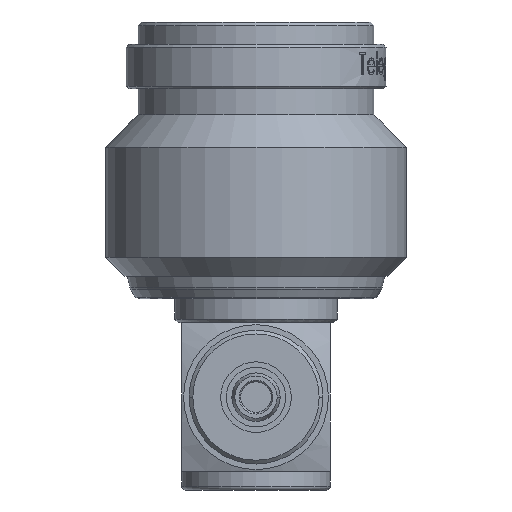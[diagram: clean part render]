
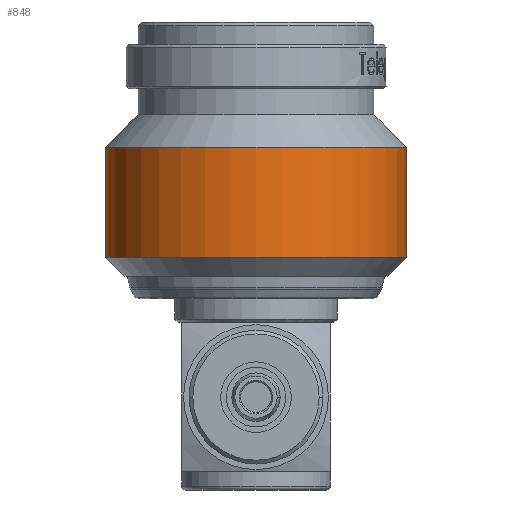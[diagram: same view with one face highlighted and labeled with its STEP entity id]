
A CAD part, front view. The second image highlights one B-rep face of the part: STEP entity #848.
In plain terms, the highlighted cylindrical face has radius 8.1 mm (diameter 16.2 mm), a partial arc.
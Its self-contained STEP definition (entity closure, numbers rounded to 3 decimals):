
#755 = CARTESIAN_POINT ( 'NONE',  ( 8.1, 0., 1.3 ) ) ;
#848 = ADVANCED_FACE ( 'NONE', ( #6732 ), #8800, .T. ) ;
#905 = DIRECTION ( 'NONE',  ( 1., 0., 0. ) ) ;
#1006 = CARTESIAN_POINT ( 'NONE',  ( -8.1, 0., -5.45 ) ) ;
#1300 = LINE ( 'NONE', #1409, #4801 ) ;
#1409 = CARTESIAN_POINT ( 'NONE',  ( -8.1, 0., 1.3 ) ) ;
#2207 = ORIENTED_EDGE ( 'NONE', *, *, #16570, .F. ) ;
#4801 = VECTOR ( 'NONE', #16124, 1000. ) ;
#5281 = DIRECTION ( 'NONE',  ( 0., 0., 1. ) ) ;
#5366 = AXIS2_PLACEMENT_3D ( 'NONE', #6800, #13696, #905 ) ;
#6373 = AXIS2_PLACEMENT_3D ( 'NONE', #14070, #5281, #15533 ) ;
#6732 = FACE_OUTER_BOUND ( 'NONE', #17787, .T. ) ;
#6800 = CARTESIAN_POINT ( 'NONE',  ( 0., 0., 1.3 ) ) ;
#8282 = AXIS2_PLACEMENT_3D ( 'NONE', #8522, #18783, #9982 ) ;
#8522 = CARTESIAN_POINT ( 'NONE',  ( 0., 0., -11.375 ) ) ;
#8800 = CYLINDRICAL_SURFACE ( 'NONE', #5366, 8.1 ) ;
#8976 = VECTOR ( 'NONE', #11024, 1000. ) ;
#9041 = CARTESIAN_POINT ( 'NONE',  ( 8.1, 0., -5.45 ) ) ;
#9654 = VERTEX_POINT ( 'NONE', #9041 ) ;
#9982 = DIRECTION ( 'NONE',  ( 1., 0., 0. ) ) ;
#10047 = EDGE_CURVE ( 'NONE', #18467, #9654, #16790, .T. ) ;
#10146 = ORIENTED_EDGE ( 'NONE', *, *, #10047, .T. ) ;
#10192 = ORIENTED_EDGE ( 'NONE', *, *, #12191, .T. ) ;
#10249 = VERTEX_POINT ( 'NONE', #1006 ) ;
#11024 = DIRECTION ( 'NONE',  ( 0., 0., 1. ) ) ;
#11519 = EDGE_CURVE ( 'NONE', #16854, #10249, #1300, .T. ) ;
#12036 = CARTESIAN_POINT ( 'NONE',  ( -8.1, 0., -11.375 ) ) ;
#12071 = CIRCLE ( 'NONE', #8282, 8.1 ) ;
#12191 = EDGE_CURVE ( 'NONE', #16854, #18467, #12071, .T. ) ;
#13696 = DIRECTION ( 'NONE',  ( 0., 0., 1. ) ) ;
#14070 = CARTESIAN_POINT ( 'NONE',  ( 0., 0., -5.45 ) ) ;
#15533 = DIRECTION ( 'NONE',  ( 1., 0., 0. ) ) ;
#16124 = DIRECTION ( 'NONE',  ( 0., 0., 1. ) ) ;
#16570 = EDGE_CURVE ( 'NONE', #10249, #9654, #17177, .T. ) ;
#16790 = LINE ( 'NONE', #755, #8976 ) ;
#16854 = VERTEX_POINT ( 'NONE', #12036 ) ;
#17177 = CIRCLE ( 'NONE', #6373, 8.1 ) ;
#17787 = EDGE_LOOP ( 'NONE', ( #17799, #10192, #10146, #2207 ) ) ;
#17799 = ORIENTED_EDGE ( 'NONE', *, *, #11519, .F. ) ;
#18156 = CARTESIAN_POINT ( 'NONE',  ( 8.1, 0., -11.375 ) ) ;
#18467 = VERTEX_POINT ( 'NONE', #18156 ) ;
#18783 = DIRECTION ( 'NONE',  ( 0., 0., 1. ) ) ;
